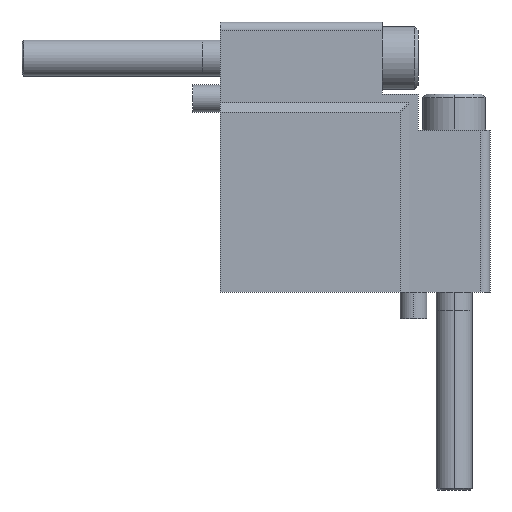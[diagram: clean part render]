
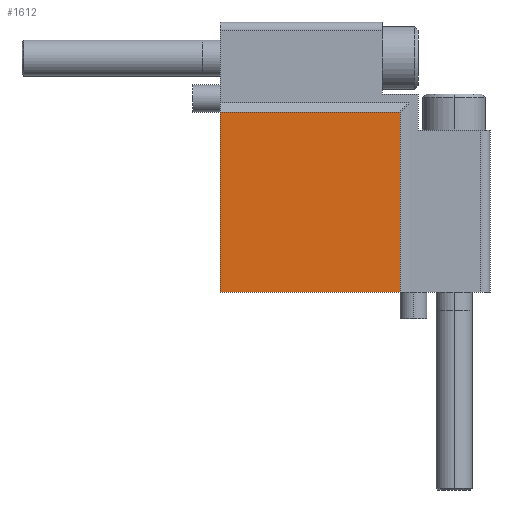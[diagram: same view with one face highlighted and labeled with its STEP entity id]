
A CAD part, front view. The second image highlights one B-rep face of the part: STEP entity #1612.
In plain terms, the highlighted planar face has unit normal (0, -1, 0).
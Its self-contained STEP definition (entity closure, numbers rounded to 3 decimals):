
#894=DIRECTION('',(0.,0.,1.));
#895=VECTOR('',#894,20.);
#896=CARTESIAN_POINT('',(20.,-5.,0.));
#897=LINE('',#896,#895);
#901=DIRECTION('',(-1.,0.,0.));
#902=VECTOR('',#901,20.);
#903=CARTESIAN_POINT('',(20.,-5.,0.));
#904=LINE('',#903,#902);
#908=DIRECTION('',(0.,0.,1.));
#909=VECTOR('',#908,20.);
#910=CARTESIAN_POINT('',(0.,-5.,0.));
#911=LINE('',#910,#909);
#915=DIRECTION('',(-1.,0.,0.));
#916=VECTOR('',#915,20.);
#917=CARTESIAN_POINT('',(20.,-5.,20.));
#918=LINE('',#917,#916);
#1076=CARTESIAN_POINT('',(0.,-5.,0.));
#1077=VERTEX_POINT('',#1076);
#1151=CARTESIAN_POINT('',(20.,-5.,0.));
#1153=VERTEX_POINT('',#1151);
#1154=CARTESIAN_POINT('',(20.,-5.,20.));
#1155=VERTEX_POINT('',#1154);
#1158=CARTESIAN_POINT('',(0.,-5.,20.));
#1160=VERTEX_POINT('',#1158);
#1601=CARTESIAN_POINT('',(0.,-5.,0.));
#1602=DIRECTION('',(0.,1.,0.));
#1603=DIRECTION('',(1.,0.,0.));
#1604=AXIS2_PLACEMENT_3D('',#1601,#1602,#1603);
#1605=PLANE('',#1604);
#1606=ORIENTED_EDGE('',*,*,#1197,.F.);
#1607=ORIENTED_EDGE('',*,*,#1224,.T.);
#1608=ORIENTED_EDGE('',*,*,#1410,.T.);
#1609=ORIENTED_EDGE('',*,*,#1596,.F.);
#1610=EDGE_LOOP('',(#1606,#1607,#1608,#1609));
#1611=FACE_OUTER_BOUND('',#1610,.F.);
#1197=EDGE_CURVE('',#1153,#1155,#897,.T.);
#1224=EDGE_CURVE('',#1153,#1077,#904,.T.);
#1410=EDGE_CURVE('',#1077,#1160,#911,.T.);
#1596=EDGE_CURVE('',#1155,#1160,#918,.T.);
#1612=ADVANCED_FACE('',(#1611),#1605,.F.);
